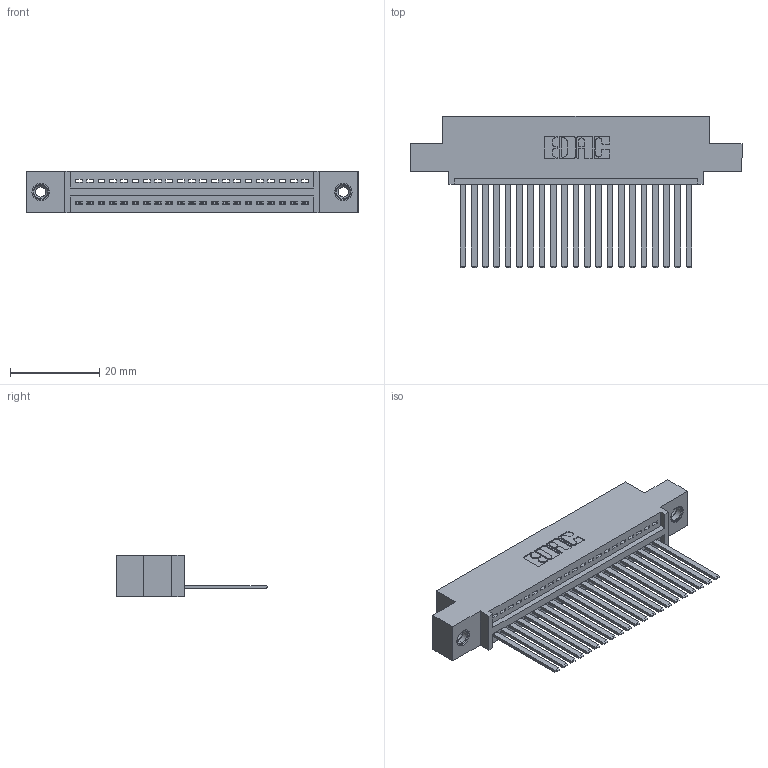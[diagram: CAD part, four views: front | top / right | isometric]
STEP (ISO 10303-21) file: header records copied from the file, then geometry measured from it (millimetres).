
FILE_DESCRIPTION (( 'STEP AP203' ), '1' );
FILE_NAME ('395-021-544-408.STEP', '2018-11-07T23:12:36', ( '' ), ( '' ), 'SwSTEP 2.0', 'SolidWorks 2016', '' );
FILE_SCHEMA (( 'CONFIG_CONTROL_DESIGN' ));
Length unit declared in the file: inch
Products named in the file (4): 395-021-544-408; 345-292-001_345-293-144; 345-250-001_345-250-003-102; 345 Part_0.110 Offset - 0.156 Dia-TI
Assembly tree (24 placements, depth 2):
  395-021-544-408
    345 Part_0.110 Offset - 0.156 Dia-TI
    345-292-001_345-293-144  x21
    345-250-001_345-250-003-102  x2
Bounding box: 74.55 x 33.96 x 9.4 mm (x, y, z)
Volume: 7072 mm3; surface area: 9943.9 mm2
Topology: 24 solids, 24 shells, 1282 faces, 3807 edges, 2502 vertices
Faces by surface type: plane 872, cylinder 394, cone 12, torus 4
Entity records: 19766 total; most frequent: CARTESIAN_POINT 3406, ORIENTED_EDGE 3354, DIRECTION 3029, EDGE_CURVE 1677, LINE 1445, VECTOR 1445, VERTEX_POINT 1112, AXIS2_PLACEMENT_3D 792
